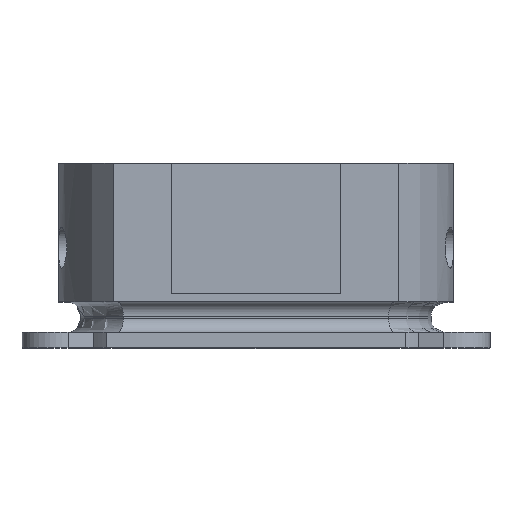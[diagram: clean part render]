
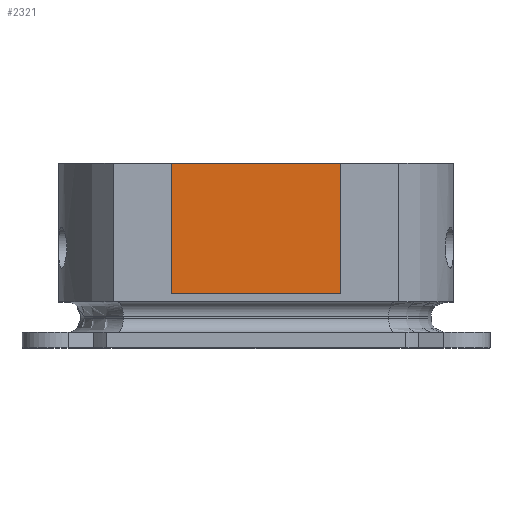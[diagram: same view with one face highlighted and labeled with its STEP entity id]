
A CAD part, top view. The second image highlights one B-rep face of the part: STEP entity #2321.
In plain terms, the highlighted planar face has unit normal (0, 0, 1).
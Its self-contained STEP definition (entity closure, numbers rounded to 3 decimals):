
#1924 = VERTEX_POINT('',#1925);
#1925 = CARTESIAN_POINT('',(-8.25,-10.,10.124));
#1931 = EDGE_CURVE('',#1924,#1932,#1934,.T.);
#1932 = VERTEX_POINT('',#1933);
#1933 = CARTESIAN_POINT('',(8.25,-10.,10.124));
#1934 = LINE('',#1935,#1936);
#1935 = CARTESIAN_POINT('',(-8.25,-10.,10.124));
#1936 = VECTOR('',#1937,1.);
#1937 = DIRECTION('',(1.,0.,0.));
#2110 = EDGE_CURVE('',#1932,#2111,#2113,.T.);
#2111 = VERTEX_POINT('',#2112);
#2112 = CARTESIAN_POINT('',(8.25,-22.7,10.124));
#2113 = LINE('',#2114,#2115);
#2114 = CARTESIAN_POINT('',(8.25,-10.,10.124));
#2115 = VECTOR('',#2116,1.);
#2116 = DIRECTION('',(0.,-1.,0.));
#2135 = VERTEX_POINT('',#2136);
#2136 = CARTESIAN_POINT('',(-8.25,-22.7,10.124));
#2142 = EDGE_CURVE('',#2135,#2111,#2143,.T.);
#2143 = LINE('',#2144,#2145);
#2144 = CARTESIAN_POINT('',(-8.25,-22.7,10.124));
#2145 = VECTOR('',#2146,1.);
#2146 = DIRECTION('',(1.,0.,0.));
#2160 = EDGE_CURVE('',#1924,#2135,#2161,.T.);
#2161 = LINE('',#2162,#2163);
#2162 = CARTESIAN_POINT('',(-8.25,-10.,10.124));
#2163 = VECTOR('',#2164,1.);
#2164 = DIRECTION('',(0.,-1.,0.));
#2321 = ADVANCED_FACE('',(#2322),#2328,.T.);
#2322 = FACE_BOUND('',#2323,.T.);
#2323 = EDGE_LOOP('',(#2324,#2325,#2326,#2327));
#2324 = ORIENTED_EDGE('',*,*,#2160,.T.);
#2325 = ORIENTED_EDGE('',*,*,#2142,.T.);
#2326 = ORIENTED_EDGE('',*,*,#2110,.F.);
#2327 = ORIENTED_EDGE('',*,*,#1931,.F.);
#2328 = PLANE('',#2329);
#2329 = AXIS2_PLACEMENT_3D('',#2330,#2331,#2332);
#2330 = CARTESIAN_POINT('',(-8.25,-10.,10.124));
#2331 = DIRECTION('',(0.,0.,1.));
#2332 = DIRECTION('',(1.,0.,0.));
